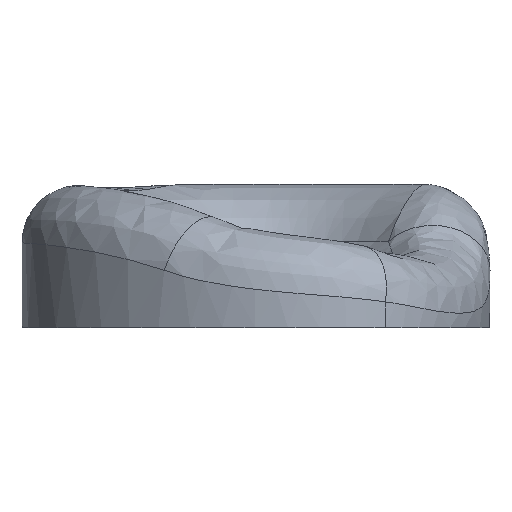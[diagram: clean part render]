
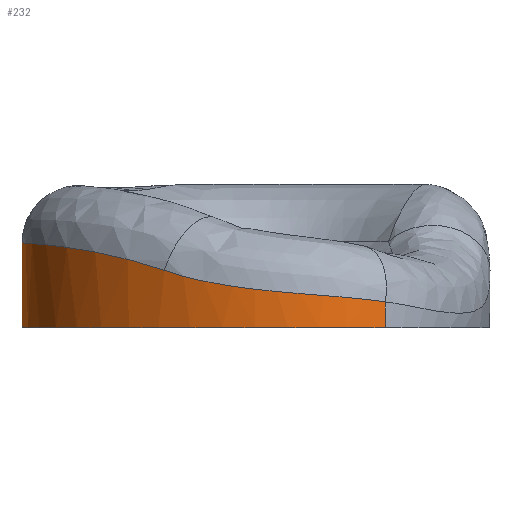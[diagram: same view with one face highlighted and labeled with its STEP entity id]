
A CAD part, left-side view. The second image highlights one B-rep face of the part: STEP entity #232.
In plain terms, the highlighted free-form (B-spline) face has degree [3, 1] with [4, 2] control points.
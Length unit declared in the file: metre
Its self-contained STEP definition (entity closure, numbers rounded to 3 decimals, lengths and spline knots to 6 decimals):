
#43=B_SPLINE_CURVE_WITH_KNOTS('',3,(#400,#401,#402,#403,#404,#405,#406,
#407),.UNSPECIFIED.,.F.,.F.,(4,1,1,1,1,4),(0.,0.00256,
0.005119,0.010239,0.015358,0.020477),
 .UNSPECIFIED.);
#44=B_SPLINE_CURVE_WITH_KNOTS('',3,(#409,#410,#411,#412,#413,#414,#415,
#416),.UNSPECIFIED.,.F.,.F.,(4,1,1,1,1,4),(0.010092,0.015757,
0.01859,0.021423,0.027089,0.032754),
 .UNSPECIFIED.);
#45=B_SPLINE_CURVE_WITH_KNOTS('',3,(#417,#418,#419,#420),.UNSPECIFIED.,
 .F.,.F.,(4,4),(0.,0.305301),.PIECEWISE_BEZIER_KNOTS.);
#69=ORIENTED_EDGE('',*,*,#126,.F.);
#70=ORIENTED_EDGE('',*,*,#134,.T.);
#71=ORIENTED_EDGE('',*,*,#135,.T.);
#72=ORIENTED_EDGE('',*,*,#128,.T.);
#73=ORIENTED_EDGE('',*,*,#136,.T.);
#126=EDGE_CURVE('',#159,#160,#177,.T.);
#128=EDGE_CURVE('',#161,#162,#178,.T.);
#134=EDGE_CURVE('',#159,#166,#43,.T.);
#135=EDGE_CURVE('',#166,#161,#44,.T.);
#136=EDGE_CURVE('',#162,#160,#45,.T.);
#159=VERTEX_POINT('',#348);
#160=VERTEX_POINT('',#350);
#161=VERTEX_POINT('',#364);
#162=VERTEX_POINT('',#365);
#166=VERTEX_POINT('',#408);
#177=LINE('',#349,#180);
#178=LINE('',#363,#181);
#180=VECTOR('',#277,1.);
#181=VECTOR('',#278,1.);
#186=EDGE_LOOP('',(#69,#70,#71,#72,#73));
#208=FACE_BOUND('',#186,.T.);
#228=B_SPLINE_SURFACE_WITH_KNOTS('',3,1,((#392,#393),(#394,#395),(#396,
#397),(#398,#399)),.SURF_OF_LINEAR_EXTRUSION.,.F.,.F.,.F.,(4,4),(2,2),(0.,
0.305301),(0.,1.),.PIECEWISE_BEZIER_KNOTS.);
#232=ADVANCED_FACE('',(#208),#228,.F.);
#277=DIRECTION('',(0.,0.,-1.));
#278=DIRECTION('',(0.,0.,-1.));
#348=CARTESIAN_POINT('',(-0.018301,-0.008494,0.002251));
#349=CARTESIAN_POINT('',(-0.018301,-0.008494,0.0125));
#350=CARTESIAN_POINT('',(-0.018301,-0.008494,0.));
#363=CARTESIAN_POINT('',(0.,0.023205,0.0125));
#364=CARTESIAN_POINT('',(0.,0.023205,0.007391));
#365=CARTESIAN_POINT('',(0.,0.023205,0.));
#392=CARTESIAN_POINT('',(0.,0.023205,0.007435));
#393=CARTESIAN_POINT('',(0.,0.023205,0.));
#394=CARTESIAN_POINT('',(-0.014827,0.022029,0.007435));
#395=CARTESIAN_POINT('',(-0.014827,0.022029,0.));
#396=CARTESIAN_POINT('',(-0.026084,0.00209,0.007435));
#397=CARTESIAN_POINT('',(-0.026084,0.00209,0.));
#398=CARTESIAN_POINT('',(-0.018301,-0.008494,0.007435));
#399=CARTESIAN_POINT('',(-0.018301,-0.008494,0.));
#400=CARTESIAN_POINT('',(-0.018301,-0.008494,0.002251));
#401=CARTESIAN_POINT('',(-0.018804,-0.007811,0.002346));
#402=CARTESIAN_POINT('',(-0.019675,-0.006325,0.002524));
#403=CARTESIAN_POINT('',(-0.020781,-0.003069,0.002817));
#404=CARTESIAN_POINT('',(-0.021006,0.001294,0.003134));
#405=CARTESIAN_POINT('',(-0.01989,0.006293,0.003749));
#406=CARTESIAN_POINT('',(-0.018486,0.009377,0.004494));
#407=CARTESIAN_POINT('',(-0.017668,0.010815,0.005));
#408=CARTESIAN_POINT('',(-0.017668,0.010815,0.005));
#409=CARTESIAN_POINT('',(-0.017668,0.010815,0.005));
#410=CARTESIAN_POINT('',(-0.016774,0.012388,0.005554));
#411=CARTESIAN_POINT('',(-0.015157,0.014675,0.006155));
#412=CARTESIAN_POINT('',(-0.012583,0.017347,0.006701));
#413=CARTESIAN_POINT('',(-0.009677,0.019774,0.007096));
#414=CARTESIAN_POINT('',(-0.00563,0.022117,0.007339));
#415=CARTESIAN_POINT('',(-0.001883,0.023056,0.007387));
#416=CARTESIAN_POINT('',(0.,0.023205,0.007391));
#417=CARTESIAN_POINT('',(0.,0.023205,0.));
#418=CARTESIAN_POINT('',(-0.014827,0.022029,0.));
#419=CARTESIAN_POINT('',(-0.026084,0.00209,0.));
#420=CARTESIAN_POINT('',(-0.018301,-0.008494,0.));
